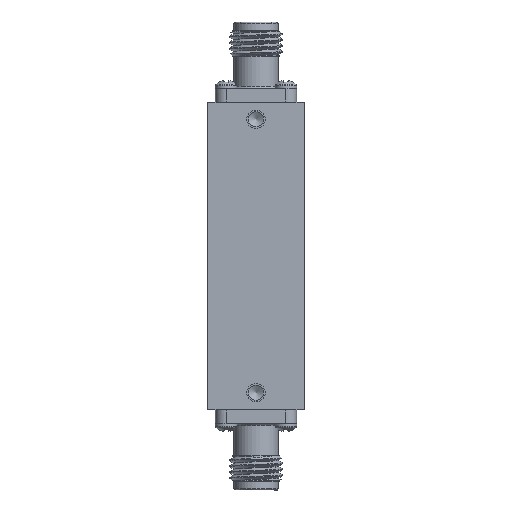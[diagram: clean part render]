
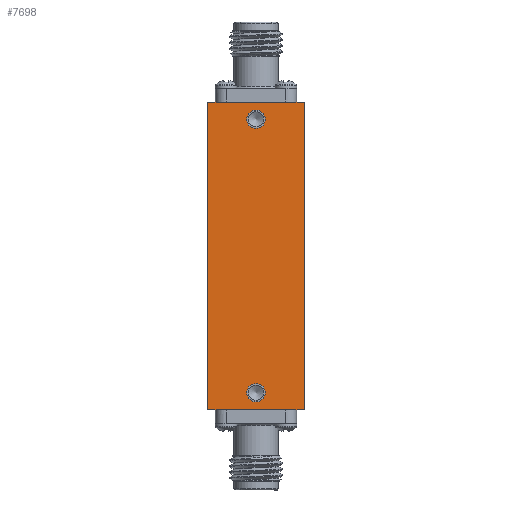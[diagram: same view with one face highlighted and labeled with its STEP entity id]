
A CAD part, front view. The second image highlights one B-rep face of the part: STEP entity #7698.
In plain terms, the highlighted planar face has unit normal (0, -1, 0).
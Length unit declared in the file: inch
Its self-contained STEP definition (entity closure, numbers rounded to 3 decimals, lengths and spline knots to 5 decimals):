
#131 = ORIENTED_EDGE ( 'NONE', *, *, #7841, .F. ) ;
#435 = EDGE_CURVE ( 'NONE', #8074, #5566, #11007, .T. ) ;
#478 = ORIENTED_EDGE ( 'NONE', *, *, #7695, .F. ) ;
#502 = VECTOR ( 'NONE', #5781, 39.37008 ) ;
#601 = CARTESIAN_POINT ( 'NONE',  ( -0.225, -0.19, 0.72047 ) ) ;
#721 = EDGE_CURVE ( 'NONE', #4876, #6576, #5360, .T. ) ;
#727 = LINE ( 'NONE', #2060, #1011 ) ;
#831 = VERTEX_POINT ( 'NONE', #2978 ) ;
#851 = CARTESIAN_POINT ( 'NONE',  ( -0.14, -0.19, 0.72047 ) ) ;
#875 = DIRECTION ( 'NONE',  ( 0., 0., -1. ) ) ;
#1011 = VECTOR ( 'NONE', #9317, 39.37008 ) ;
#1396 = VECTOR ( 'NONE', #8645, 39.37008 ) ;
#1615 = EDGE_LOOP ( 'NONE', ( #131, #9754, #2863, #7813, #11678, #5462, #1975, #2020 ) ) ;
#1806 = AXIS2_PLACEMENT_3D ( 'NONE', #1930, #7294, #5403 ) ;
#1826 = EDGE_CURVE ( 'NONE', #7161, #6576, #4619, .T. ) ;
#1875 = CARTESIAN_POINT ( 'NONE',  ( -0.225, -0.19, 0.72047 ) ) ;
#1930 = CARTESIAN_POINT ( 'NONE',  ( -0.225, -0.19, 0.72047 ) ) ;
#1975 = ORIENTED_EDGE ( 'NONE', *, *, #8079, .T. ) ;
#2020 = ORIENTED_EDGE ( 'NONE', *, *, #7310, .F. ) ;
#2023 = VERTEX_POINT ( 'NONE', #9039 ) ;
#2060 = CARTESIAN_POINT ( 'NONE',  ( -0.225, -0.19, -0.72047 ) ) ;
#2863 = ORIENTED_EDGE ( 'NONE', *, *, #1826, .F. ) ;
#2969 = CARTESIAN_POINT ( 'NONE',  ( 0., -0.19, 0.597 ) ) ;
#2978 = CARTESIAN_POINT ( 'NONE',  ( -0.225, -0.19, -0.72047 ) ) ;
#3293 = VECTOR ( 'NONE', #10984, 39.37008 ) ;
#3399 = VERTEX_POINT ( 'NONE', #11073 ) ;
#3581 = CARTESIAN_POINT ( 'NONE',  ( 0.14, -0.19, -0.72047 ) ) ;
#3897 = DIRECTION ( 'NONE',  ( 1., 0., 0. ) ) ;
#3943 = VECTOR ( 'NONE', #6320, 39.37008 ) ;
#4355 = EDGE_LOOP ( 'NONE', ( #478 ) ) ;
#4431 = LINE ( 'NONE', #1875, #3293 ) ;
#4473 = LINE ( 'NONE', #7662, #502 ) ;
#4564 = CARTESIAN_POINT ( 'NONE',  ( 0., -0.19, 0.64 ) ) ;
#4619 = LINE ( 'NONE', #11055, #5046 ) ;
#4875 = VECTOR ( 'NONE', #11667, 39.37008 ) ;
#4876 = VERTEX_POINT ( 'NONE', #10738 ) ;
#5046 = VECTOR ( 'NONE', #9108, 39.37008 ) ;
#5309 = FACE_BOUND ( 'NONE', #8618, .T. ) ;
#5360 = LINE ( 'NONE', #6437, #3943 ) ;
#5403 = DIRECTION ( 'NONE',  ( 0., 0., 1. ) ) ;
#5443 = DIRECTION ( 'NONE',  ( 0., -1., 0. ) ) ;
#5462 = ORIENTED_EDGE ( 'NONE', *, *, #435, .T. ) ;
#5566 = VERTEX_POINT ( 'NONE', #3581 ) ;
#5781 = DIRECTION ( 'NONE',  ( 0., 0., -1. ) ) ;
#6181 = LINE ( 'NONE', #9293, #8421 ) ;
#6320 = DIRECTION ( 'NONE',  ( -1., 0., 0. ) ) ;
#6342 = AXIS2_PLACEMENT_3D ( 'NONE', #9272, #10352, #9357 ) ;
#6437 = CARTESIAN_POINT ( 'NONE',  ( -0.225, -0.19, 0.72047 ) ) ;
#6576 = VERTEX_POINT ( 'NONE', #851 ) ;
#6741 = EDGE_CURVE ( 'NONE', #3399, #3399, #10831, .T. ) ;
#7161 = VERTEX_POINT ( 'NONE', #601 ) ;
#7294 = DIRECTION ( 'NONE',  ( 0., 1., 0. ) ) ;
#7310 = EDGE_CURVE ( 'NONE', #2023, #7894, #4473, .T. ) ;
#7662 = CARTESIAN_POINT ( 'NONE',  ( 0.225, -0.19, 0.72047 ) ) ;
#7695 = EDGE_CURVE ( 'NONE', #10320, #10320, #10122, .T. ) ;
#7698 = ADVANCED_FACE ( 'NONE', ( #11245, #5309, #11384 ), #8220, .F. ) ;
#7813 = ORIENTED_EDGE ( 'NONE', *, *, #10210, .T. ) ;
#7841 = EDGE_CURVE ( 'NONE', #4876, #2023, #6181, .T. ) ;
#7894 = VERTEX_POINT ( 'NONE', #11393 ) ;
#8074 = VERTEX_POINT ( 'NONE', #10720 ) ;
#8079 = EDGE_CURVE ( 'NONE', #5566, #7894, #9818, .T. ) ;
#8220 = PLANE ( 'NONE',  #1806 ) ;
#8421 = VECTOR ( 'NONE', #3897, 39.37008 ) ;
#8618 = EDGE_LOOP ( 'NONE', ( #11432 ) ) ;
#8645 = DIRECTION ( 'NONE',  ( 1., 0., 0. ) ) ;
#9039 = CARTESIAN_POINT ( 'NONE',  ( 0.225, -0.19, 0.72047 ) ) ;
#9108 = DIRECTION ( 'NONE',  ( 1., 0., 0. ) ) ;
#9272 = CARTESIAN_POINT ( 'NONE',  ( 0., -0.19, -0.64 ) ) ;
#9293 = CARTESIAN_POINT ( 'NONE',  ( -0.225, -0.19, 0.72047 ) ) ;
#9317 = DIRECTION ( 'NONE',  ( 1., 0., 0. ) ) ;
#9357 = DIRECTION ( 'NONE',  ( 0., 0., -1. ) ) ;
#9442 = AXIS2_PLACEMENT_3D ( 'NONE', #4564, #5443, #875 ) ;
#9754 = ORIENTED_EDGE ( 'NONE', *, *, #721, .T. ) ;
#9818 = LINE ( 'NONE', #11632, #4875 ) ;
#10122 = CIRCLE ( 'NONE', #9442, 0.043 ) ;
#10210 = EDGE_CURVE ( 'NONE', #7161, #831, #4431, .T. ) ;
#10270 = EDGE_CURVE ( 'NONE', #831, #8074, #727, .T. ) ;
#10320 = VERTEX_POINT ( 'NONE', #2969 ) ;
#10352 = DIRECTION ( 'NONE',  ( 0., -1., 0. ) ) ;
#10720 = CARTESIAN_POINT ( 'NONE',  ( -0.14, -0.19, -0.72047 ) ) ;
#10738 = CARTESIAN_POINT ( 'NONE',  ( 0.14, -0.19, 0.72047 ) ) ;
#10831 = CIRCLE ( 'NONE', #6342, 0.043 ) ;
#10984 = DIRECTION ( 'NONE',  ( 0., 0., -1. ) ) ;
#11007 = LINE ( 'NONE', #11411, #1396 ) ;
#11055 = CARTESIAN_POINT ( 'NONE',  ( -0.225, -0.19, 0.72047 ) ) ;
#11073 = CARTESIAN_POINT ( 'NONE',  ( 0., -0.19, -0.683 ) ) ;
#11245 = FACE_BOUND ( 'NONE', #4355, .T. ) ;
#11384 = FACE_OUTER_BOUND ( 'NONE', #1615, .T. ) ;
#11393 = CARTESIAN_POINT ( 'NONE',  ( 0.225, -0.19, -0.72047 ) ) ;
#11411 = CARTESIAN_POINT ( 'NONE',  ( -0.225, -0.19, -0.72047 ) ) ;
#11432 = ORIENTED_EDGE ( 'NONE', *, *, #6741, .F. ) ;
#11632 = CARTESIAN_POINT ( 'NONE',  ( -0.225, -0.19, -0.72047 ) ) ;
#11667 = DIRECTION ( 'NONE',  ( 1., 0., 0. ) ) ;
#11678 = ORIENTED_EDGE ( 'NONE', *, *, #10270, .T. ) ;
